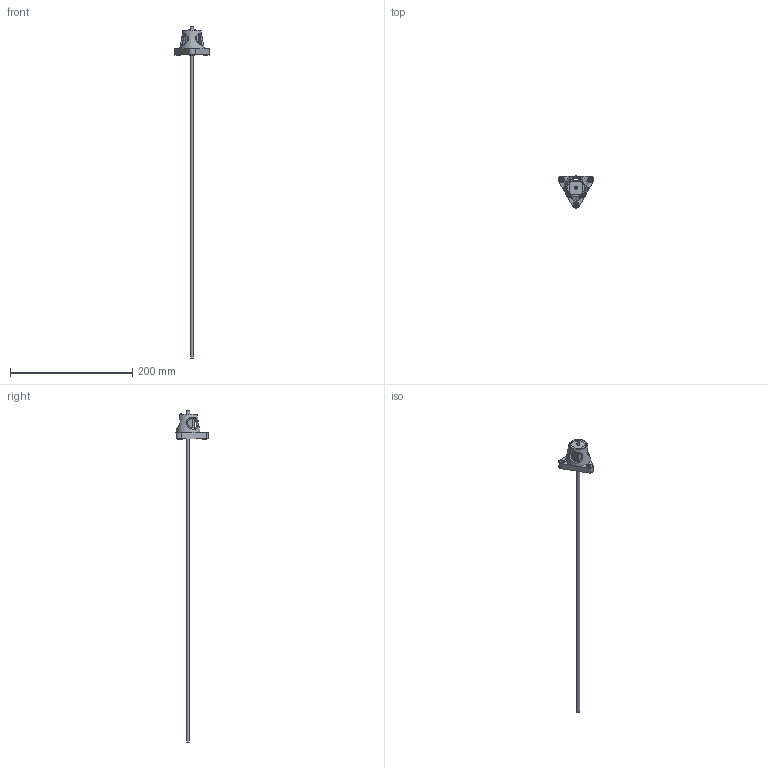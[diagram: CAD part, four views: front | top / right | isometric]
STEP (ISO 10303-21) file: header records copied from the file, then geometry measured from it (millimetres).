
FILE_DESCRIPTION(/* description */ ('Alibre Inc.'),/* implementation_level */ '2;1');
FILE_NAME(/* name */ 'export0',/* time_stamp */ '2015-07-05T23:18:16+12:00',/* author */ (''),/* organization */ (''),/* preprocessor_version */ 'ST-DEVELOPER v14',/* originating_system */ 'Alibre',/* authorisation */ '');
FILE_SCHEMA (('CONFIG_CONTROL_DESIGN'));
Length unit declared in the file: centimetre
Products named in the file (7): ID_1; EM-ST08-HOLLOW; ID_2; ID_3; ID_4
Bounding box: 58.77 x 52.94 x 544 mm (x, y, z)
Volume: 39844.9 mm3; surface area: 26868.7 mm2
Topology: 13 solids, 13 shells, 286 faces, 695 edges, 450 vertices
Faces by surface type: plane 207, cylinder 50, bspline 12, torus 10, cone 7
Full cylindrical faces by diameter (mm): 1.567 x4, 1.587 x1, 2 x4, 2.5 x5, 4 x4, 4.763 x1, 5 x8, 5.2 x3, 15 x1, 15.5 x1
Entity records: 8810 total; most frequent: CARTESIAN_POINT 4245, ORIENTED_EDGE 764, DIRECTION 629, EDGE_CURVE 382, VERTEX_POINT 267, AXIS2_PLACEMENT_3D 261, EDGE_LOOP 237, FACE_BOUND 237
